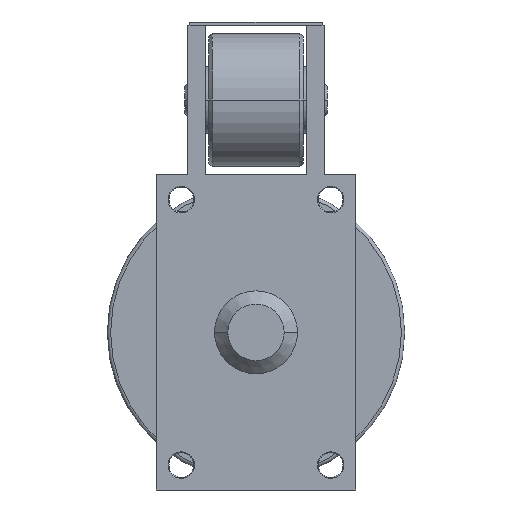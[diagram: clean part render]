
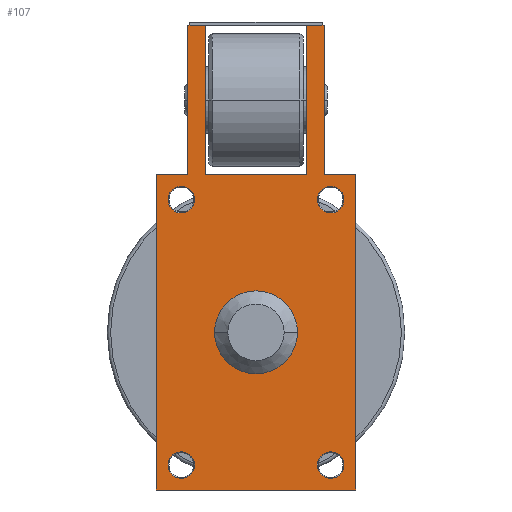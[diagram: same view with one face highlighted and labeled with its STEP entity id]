
A CAD part, left-side view. The second image highlights one B-rep face of the part: STEP entity #107.
In plain terms, the highlighted planar face has unit normal (-1, 0, 0).
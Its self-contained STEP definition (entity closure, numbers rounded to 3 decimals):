
#107=ADVANCED_FACE('',(#251,#252,#253,#254,#255,#256),#257,.F.);
#251=FACE_BOUND('',#410,.T.);
#252=FACE_BOUND('',#411,.T.);
#253=FACE_BOUND('',#412,.T.);
#254=FACE_BOUND('',#413,.T.);
#255=FACE_BOUND('',#414,.T.);
#256=FACE_OUTER_BOUND('',#415,.T.);
#257=PLANE('',#416);
#410=EDGE_LOOP('',(#904,#905));
#411=EDGE_LOOP('',(#906,#907));
#412=EDGE_LOOP('',(#908,#909));
#413=EDGE_LOOP('',(#910,#911));
#414=EDGE_LOOP('',(#912,#913));
#415=EDGE_LOOP('',(#914,#915,#916,#917,#918,#919,#920,#921,#922,#923,#924,#925));
#416=AXIS2_PLACEMENT_3D('',#926,#927,#928);
#904=ORIENTED_EDGE('',*,*,#1047,.T.);
#905=ORIENTED_EDGE('',*,*,#1096,.T.);
#906=ORIENTED_EDGE('',*,*,#1043,.T.);
#907=ORIENTED_EDGE('',*,*,#1146,.T.);
#908=ORIENTED_EDGE('',*,*,#1036,.T.);
#909=ORIENTED_EDGE('',*,*,#1148,.T.);
#910=ORIENTED_EDGE('',*,*,#1029,.T.);
#911=ORIENTED_EDGE('',*,*,#1150,.T.);
#912=ORIENTED_EDGE('',*,*,#1022,.T.);
#913=ORIENTED_EDGE('',*,*,#1152,.T.);
#914=ORIENTED_EDGE('',*,*,#1160,.T.);
#915=ORIENTED_EDGE('',*,*,#1157,.F.);
#916=ORIENTED_EDGE('',*,*,#1159,.F.);
#917=ORIENTED_EDGE('',*,*,#1154,.F.);
#918=ORIENTED_EDGE('',*,*,#1086,.F.);
#919=ORIENTED_EDGE('',*,*,#1128,.F.);
#920=ORIENTED_EDGE('',*,*,#1134,.T.);
#921=ORIENTED_EDGE('',*,*,#1139,.F.);
#922=ORIENTED_EDGE('',*,*,#1143,.F.);
#923=ORIENTED_EDGE('',*,*,#1141,.F.);
#924=ORIENTED_EDGE('',*,*,#1094,.T.);
#925=ORIENTED_EDGE('',*,*,#1145,.F.);
#926=CARTESIAN_POINT('',(-26.3,0.0,0.0));
#927=DIRECTION('',(1.0,0.0,0.0));
#928=DIRECTION('',(0.0,0.0,-1.0));
#1022=EDGE_CURVE('',#1215,#1217,#1219,.T.);
#1029=EDGE_CURVE('',#1228,#1230,#1232,.T.);
#1036=EDGE_CURVE('',#1241,#1243,#1245,.T.);
#1043=EDGE_CURVE('',#1254,#1256,#1258,.T.);
#1047=EDGE_CURVE('',#1259,#1263,#1265,.T.);
#1086=EDGE_CURVE('',#1328,#1329,#1330,.T.);
#1094=EDGE_CURVE('',#1345,#1343,#1346,.T.);
#1096=EDGE_CURVE('',#1263,#1259,#1348,.T.);
#1128=EDGE_CURVE('',#1397,#1328,#1399,.T.);
#1134=EDGE_CURVE('',#1397,#1405,#1407,.T.);
#1139=EDGE_CURVE('',#1412,#1405,#1414,.T.);
#1141=EDGE_CURVE('',#1345,#1416,#1417,.T.);
#1143=EDGE_CURVE('',#1416,#1412,#1419,.T.);
#1145=EDGE_CURVE('',#1420,#1343,#1422,.T.);
#1146=EDGE_CURVE('',#1256,#1254,#1423,.T.);
#1148=EDGE_CURVE('',#1243,#1241,#1425,.T.);
#1150=EDGE_CURVE('',#1230,#1228,#1427,.T.);
#1152=EDGE_CURVE('',#1217,#1215,#1429,.T.);
#1154=EDGE_CURVE('',#1329,#1431,#1432,.T.);
#1157=EDGE_CURVE('',#1434,#1436,#1437,.T.);
#1159=EDGE_CURVE('',#1431,#1434,#1439,.T.);
#1160=EDGE_CURVE('',#1420,#1436,#1440,.T.);
#1215=VERTEX_POINT('',#1507);
#1217=VERTEX_POINT('',#1510);
#1219=CIRCLE('',#1513,8.0);
#1228=VERTEX_POINT('',#1524);
#1230=VERTEX_POINT('',#1527);
#1232=CIRCLE('',#1530,8.0);
#1241=VERTEX_POINT('',#1541);
#1243=VERTEX_POINT('',#1544);
#1245=CIRCLE('',#1547,8.0);
#1254=VERTEX_POINT('',#1558);
#1256=VERTEX_POINT('',#1561);
#1258=CIRCLE('',#1564,8.0);
#1259=VERTEX_POINT('',#1565);
#1263=VERTEX_POINT('',#1570);
#1265=CIRCLE('',#1573,25.0);
#1328=VERTEX_POINT('',#1650);
#1329=VERTEX_POINT('',#1651);
#1330=LINE('',#1652,#1653);
#1343=VERTEX_POINT('',#1672);
#1345=VERTEX_POINT('',#1675);
#1346=LINE('',#1676,#1677);
#1348=CIRCLE('',#1680,25.0);
#1397=VERTEX_POINT('',#1753);
#1399=LINE('',#1756,#1757);
#1405=VERTEX_POINT('',#1767);
#1407=LINE('',#1770,#1771);
#1412=VERTEX_POINT('',#1779);
#1414=LINE('',#1782,#1783);
#1416=VERTEX_POINT('',#1786);
#1417=LINE('',#1787,#1788);
#1419=LINE('',#1791,#1792);
#1420=VERTEX_POINT('',#1793);
#1422=LINE('',#1796,#1797);
#1423=CIRCLE('',#1798,8.0);
#1425=CIRCLE('',#1800,8.0);
#1427=CIRCLE('',#1802,8.0);
#1429=CIRCLE('',#1804,8.0);
#1431=VERTEX_POINT('',#1806);
#1432=LINE('',#1807,#1808);
#1434=VERTEX_POINT('',#1811);
#1436=VERTEX_POINT('',#1814);
#1437=LINE('',#1815,#1816);
#1439=LINE('',#1819,#1820);
#1440=LINE('',#1821,#1822);
#1507=CARTESIAN_POINT('',(-26.3,53.0,80.0));
#1510=CARTESIAN_POINT('',(-26.3,37.0,80.0));
#1513=AXIS2_PLACEMENT_3D('',#1892,#1893,#1894);
#1524=CARTESIAN_POINT('',(-26.3,53.0,-80.0));
#1527=CARTESIAN_POINT('',(-26.3,37.0,-80.0));
#1530=AXIS2_PLACEMENT_3D('',#1905,#1906,#1907);
#1541=CARTESIAN_POINT('',(-26.3,-37.0,80.0));
#1544=CARTESIAN_POINT('',(-26.3,-53.0,80.0));
#1547=AXIS2_PLACEMENT_3D('',#1918,#1919,#1920);
#1558=CARTESIAN_POINT('',(-26.3,-37.0,-80.0));
#1561=CARTESIAN_POINT('',(-26.3,-53.0,-80.0));
#1564=AXIS2_PLACEMENT_3D('',#1931,#1932,#1933);
#1565=CARTESIAN_POINT('',(-26.3,0.0,-25.0));
#1570=CARTESIAN_POINT('',(-26.3,0.,25.0));
#1573=AXIS2_PLACEMENT_3D('',#1939,#1940,#1941);
#1650=CARTESIAN_POINT('',(-26.3,-41.0,185.0));
#1651=CARTESIAN_POINT('',(-26.3,-41.0,95.0));
#1652=CARTESIAN_POINT('',(-26.3,-41.0,140.0));
#1653=VECTOR('',#2028,1.0);
#1672=CARTESIAN_POINT('',(-26.3,41.0,95.0));
#1675=CARTESIAN_POINT('',(-26.3,41.0,185.0));
#1676=CARTESIAN_POINT('',(-26.3,41.0,140.0));
#1677=VECTOR('',#2036,1.0);
#1680=AXIS2_PLACEMENT_3D('',#2038,#2039,#2040);
#1753=CARTESIAN_POINT('',(-26.3,-30.5,185.0));
#1756=CARTESIAN_POINT('',(-26.3,-35.75,185.0));
#1757=VECTOR('',#2084,1.0);
#1767=CARTESIAN_POINT('',(-26.3,-30.5,95.0));
#1770=CARTESIAN_POINT('',(-26.3,-30.5,140.0));
#1771=VECTOR('',#2090,1.0);
#1779=CARTESIAN_POINT('',(-26.3,30.5,95.0));
#1782=CARTESIAN_POINT('',(-26.3,0.0,95.0));
#1783=VECTOR('',#2095,1.0);
#1786=CARTESIAN_POINT('',(-26.3,30.5,185.0));
#1787=CARTESIAN_POINT('',(-26.3,35.75,185.0));
#1788=VECTOR('',#2097,1.0);
#1791=CARTESIAN_POINT('',(-26.3,30.5,140.0));
#1792=VECTOR('',#2099,1.0);
#1793=CARTESIAN_POINT('',(-26.3,60.0,95.0));
#1796=CARTESIAN_POINT('',(-26.3,0.0,95.0));
#1797=VECTOR('',#2101,1.0);
#1798=AXIS2_PLACEMENT_3D('',#2102,#2103,#2104);
#1800=AXIS2_PLACEMENT_3D('',#2108,#2109,#2110);
#1802=AXIS2_PLACEMENT_3D('',#2114,#2115,#2116);
#1804=AXIS2_PLACEMENT_3D('',#2120,#2121,#2122);
#1806=CARTESIAN_POINT('',(-26.3,-60.0,95.0));
#1807=CARTESIAN_POINT('',(-26.3,0.0,95.0));
#1808=VECTOR('',#2126,1.0);
#1811=CARTESIAN_POINT('',(-26.3,-60.0,-95.0));
#1814=CARTESIAN_POINT('',(-26.3,60.0,-95.0));
#1815=CARTESIAN_POINT('',(-26.3,0.0,-95.0));
#1816=VECTOR('',#2129,1.0);
#1819=CARTESIAN_POINT('',(-26.3,-60.0,0.0));
#1820=VECTOR('',#2131,1.0);
#1821=CARTESIAN_POINT('',(-26.3,60.0,0.0));
#1822=VECTOR('',#2132,1.0);
#1892=CARTESIAN_POINT('',(-26.3,45.0,80.0));
#1893=DIRECTION('',(1.0,0.0,0.0));
#1894=DIRECTION('',(0.0,1.0,0.0));
#1905=CARTESIAN_POINT('',(-26.3,45.0,-80.0));
#1906=DIRECTION('',(1.0,0.0,0.0));
#1907=DIRECTION('',(0.0,1.0,0.0));
#1918=CARTESIAN_POINT('',(-26.3,-45.0,80.0));
#1919=DIRECTION('',(1.0,0.0,0.0));
#1920=DIRECTION('',(0.0,1.0,0.0));
#1931=CARTESIAN_POINT('',(-26.3,-45.0,-80.0));
#1932=DIRECTION('',(1.0,0.0,0.0));
#1933=DIRECTION('',(0.0,1.0,0.0));
#1939=CARTESIAN_POINT('',(-26.3,0.0,0.0));
#1940=DIRECTION('',(1.0,0.0,0.0));
#1941=DIRECTION('',(0.0,0.0,-1.0));
#2028=DIRECTION('',(0.0,0.0,-1.0));
#2036=DIRECTION('',(0.0,0.0,-1.0));
#2038=CARTESIAN_POINT('',(-26.3,0.0,0.0));
#2039=DIRECTION('',(1.0,0.0,0.0));
#2040=DIRECTION('',(0.0,0.0,-1.0));
#2084=DIRECTION('',(0.,-1.0,0.0));
#2090=DIRECTION('',(0.0,0.0,-1.0));
#2095=DIRECTION('',(0.0,-1.0,0.0));
#2097=DIRECTION('',(0.0,-1.0,0.0));
#2099=DIRECTION('',(0.0,0.0,-1.0));
#2101=DIRECTION('',(0.0,-1.0,0.0));
#2102=CARTESIAN_POINT('',(-26.3,-45.0,-80.0));
#2103=DIRECTION('',(1.0,0.0,0.0));
#2104=DIRECTION('',(0.0,1.0,0.0));
#2108=CARTESIAN_POINT('',(-26.3,-45.0,80.0));
#2109=DIRECTION('',(1.0,0.0,0.0));
#2110=DIRECTION('',(0.0,1.0,0.0));
#2114=CARTESIAN_POINT('',(-26.3,45.0,-80.0));
#2115=DIRECTION('',(1.0,0.0,0.0));
#2116=DIRECTION('',(0.0,1.0,0.0));
#2120=CARTESIAN_POINT('',(-26.3,45.0,80.0));
#2121=DIRECTION('',(1.0,0.0,0.0));
#2122=DIRECTION('',(0.0,1.0,0.0));
#2126=DIRECTION('',(0.0,-1.0,0.0));
#2129=DIRECTION('',(0.0,1.0,0.0));
#2131=DIRECTION('',(0.0,0.0,-1.0));
#2132=DIRECTION('',(0.0,0.0,-1.0));
